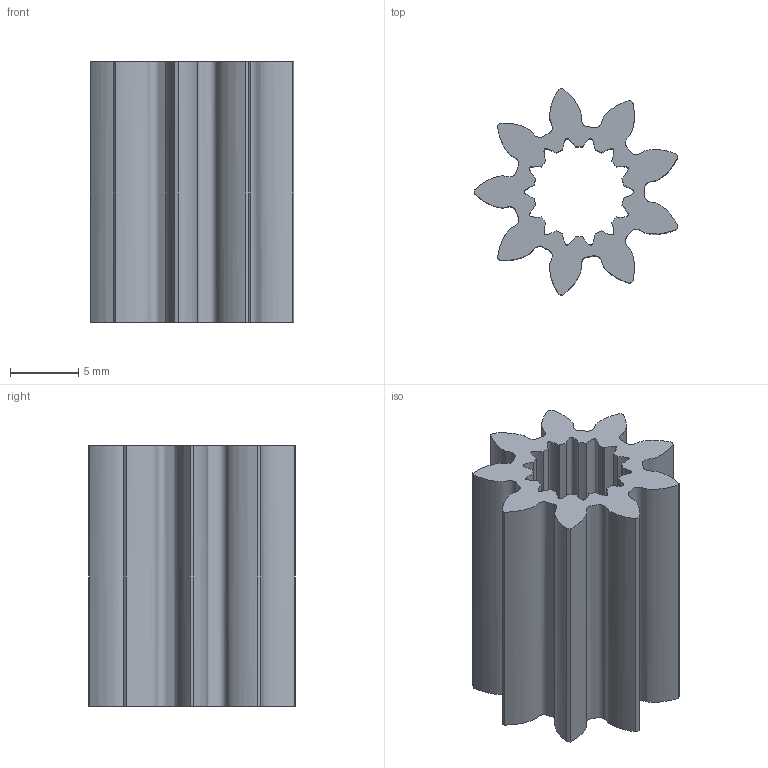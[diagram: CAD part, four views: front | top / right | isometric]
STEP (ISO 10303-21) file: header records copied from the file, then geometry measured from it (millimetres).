
FILE_DESCRIPTION (( 'STEP AP214' ), '1' );
FILE_NAME ('WCP-0490 Rev1.step', '2024-04-02T21:42:13', ( '' ), ( '' ), 'SwSTEP 2.0', 'SolidWorks 2022', '' );
FILE_SCHEMA (( 'AUTOMOTIVE_DESIGN' ));
Length unit declared in the file: inch
Products named in the file (1): WCP-0490 Rev1
Bounding box: 14.87 x 15.1 x 19.05 mm (x, y, z)
Volume: 1545.8 mm3; surface area: 2106.1 mm2
Topology: 1 solids, 1 shells, 48 faces, 138 edges, 92 vertices
Faces by surface type: bspline 23, cylinder 23, plane 2
Entity records: 6470 total; most frequent: CARTESIAN_POINT 5278, ORIENTED_EDGE 276, DIRECTION 190, EDGE_CURVE 138, VERTEX_POINT 92, AXIS2_PLACEMENT_3D 72, EDGE_LOOP 50, ADVANCED_FACE 48
